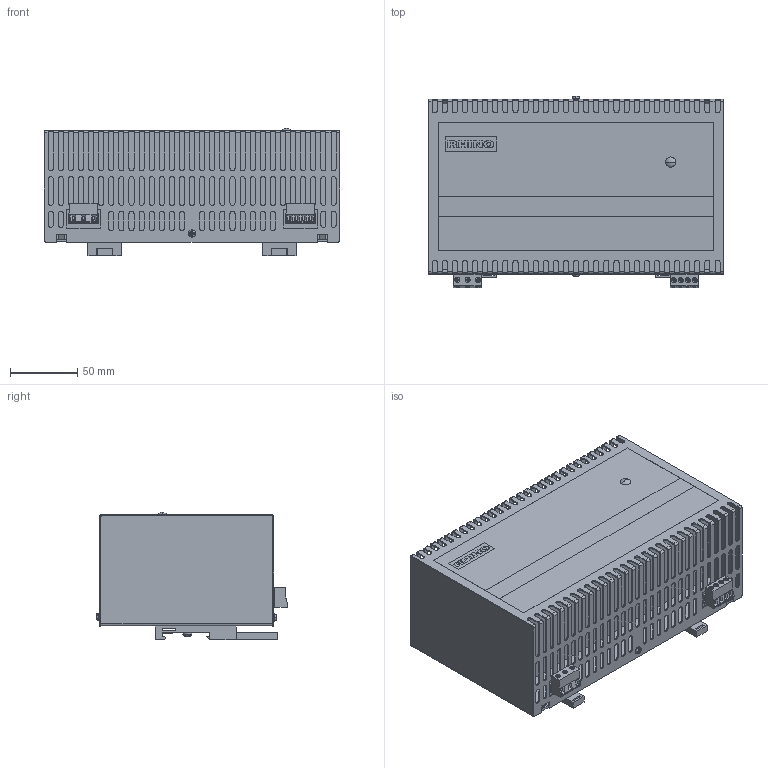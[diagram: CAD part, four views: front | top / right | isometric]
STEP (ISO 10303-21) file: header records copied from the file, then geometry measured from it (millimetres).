
FILE_DESCRIPTION (( 'STEP AP203' ), '1' );
FILE_NAME ('PS24-500D.STEP', '2011-10-11T14:01:31', ( '.adc' ), ( '' ), 'SwSTEP 2.0', 'SolidWorks 2011', '' );
FILE_SCHEMA (( 'CONFIG_CONTROL_DESIGN' ));
Length unit declared in the file: inch
Products named in the file (1): PS24-500D
Bounding box: 219.96 x 142.93 x 94.86 mm (x, y, z)
Volume: 1275224.6 mm3; surface area: 211314 mm2
Topology: 1 solids, 1 shells, 1523 faces, 4767 edges, 3163 vertices
Faces by surface type: plane 826, cylinder 617, cone 49, bspline 21, torus 8, sphere 2
Entity records: 55248 total; most frequent: CARTESIAN_POINT 11097, ORIENTED_EDGE 9534, DIRECTION 9051, EDGE_CURVE 4767, VECTOR 3297, LINE 3297, VERTEX_POINT 3163, AXIS2_PLACEMENT_3D 2877
